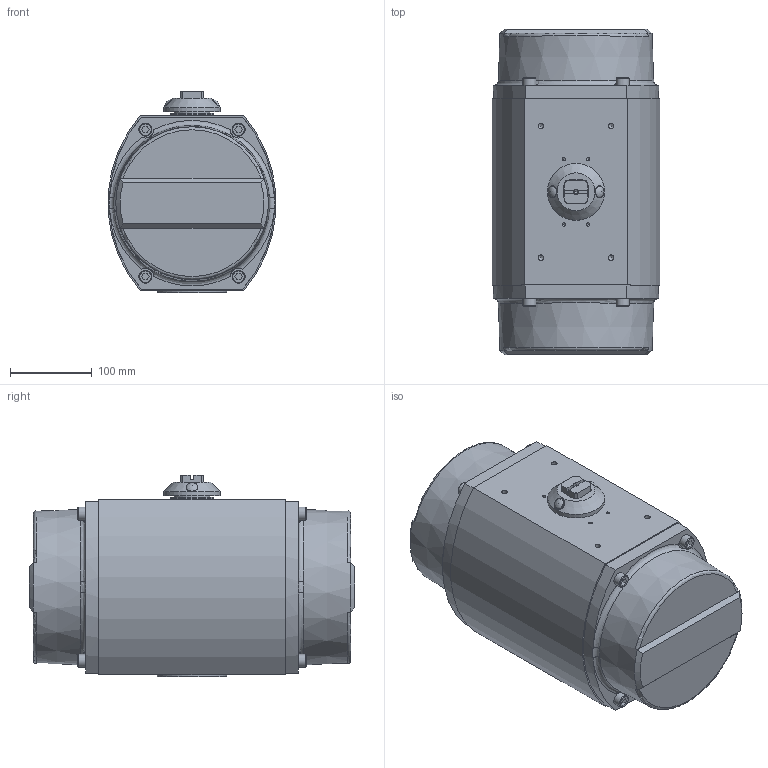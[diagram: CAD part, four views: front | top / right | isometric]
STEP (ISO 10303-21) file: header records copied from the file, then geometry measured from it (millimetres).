
FILE_DESCRIPTION((''),'2;1');
FILE_NAME('GA-33-40R-EU-A-1.stp','2011-05-16T13:06:28',('jaday'),(''),'Autodesk Inventor 2009','Autodesk Inventor 2009','');
FILE_SCHEMA(('AUTOMOTIVE_DESIGN { 1 0 10303 214 1 1 1 1 }'));
Length unit declared in the file: millimetre
Products named in the file (12): GA-33-40R-EU-A-1; GA-BR8433-10480-A-1; GA-B08433-12250-A-1; GA-B08433-12150-A-1; GA-BR8433-18480-A-1; GA-B08433-34050-A-1; GA-B08400-34051-W-A-1; GA-B08433-28300-A-1; GA-B08433-52100-A-1; GA-M39-0-000-A0A-A-1; GA-B08435-22100-A-1; B08433-31100-A-1
Assembly tree (19 placements, depth 2):
  GA-33-40R-EU-A-1
    GA-BR8433-10480-A-1
    GA-B08433-12250-A-1
    GA-B08433-12150-A-1
    GA-BR8433-18480-A-1
    GA-B08433-34050-A-1
    GA-B08400-34051-W-A-1  x2
    GA-B08433-28300-A-1
    GA-B08433-52100-A-1
    GA-M39-0-000-A0A-A-1
    GA-B08435-22100-A-1
    B08433-31100-A-1  x8
Bounding box: 204.98 x 398.69 x 247.12 mm (x, y, z)
Volume: 8135315 mm3; surface area: 695736.9 mm2
Topology: 19 solids, 19 shells, 439 faces, 1062 edges, 687 vertices
Faces by surface type: plane 215, cylinder 104, cone 56, bspline 54, torus 8, sphere 2
Full cylindrical faces by diameter (mm): 6.5 x1, 6.647 x4, 8.376 x4, 10 x8, 10.106 x4, 10.7 x1, 11.05 x8, 14.15 x2, 16 x8, 28.4 x1, 36.875 x1, 37 x1, 39.025 x2, 39.175 x1, 39.35 x2, 45.02 x1, 52.1 x1, 52.15 x2, 52.705 x1, 57.865 x1, 58.05 x1, 65.75 x1, 68.56 x1, 69.75 x1, 72.75 x1, 81.65 x1, 81.925 x1, 82.06 x1, 84.935 x1, 183.15 x1
Entity records: 11544 total; most frequent: CARTESIAN_POINT 4048, DIRECTION 1484, ORIENTED_EDGE 1342, EDGE_CURVE 671, AXIS2_PLACEMENT_3D 605, EDGE_LOOP 502, VERTEX_POINT 489, FACE_OUTER_BOUND 335
